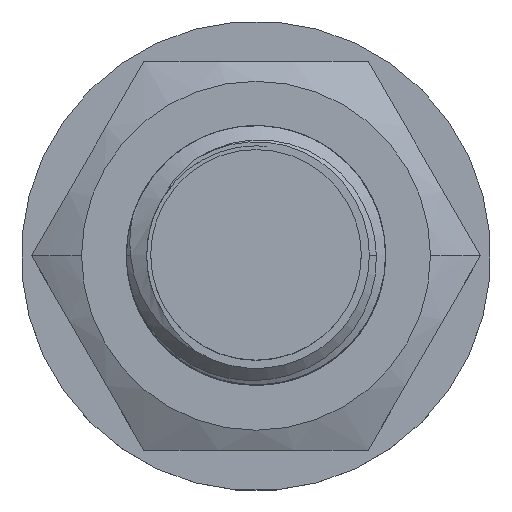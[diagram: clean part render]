
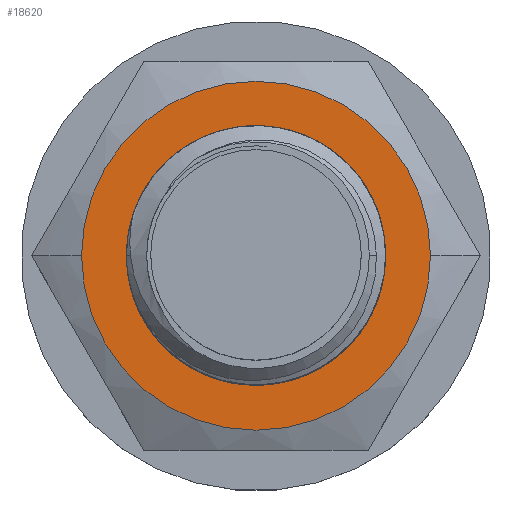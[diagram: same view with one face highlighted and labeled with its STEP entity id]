
A CAD part, top view. The second image highlights one B-rep face of the part: STEP entity #18620.
In plain terms, the highlighted planar face has unit normal (0, 0, 1).
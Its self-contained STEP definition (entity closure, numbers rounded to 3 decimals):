
#40 = DIRECTION ( 'NONE',  ( 0., 0., 1. ) ) ;
#1300 = DIRECTION ( 'NONE',  ( 0., 0., 1. ) ) ;
#1354 = ORIENTED_EDGE ( 'NONE', *, *, #2915, .T. ) ;
#1694 = CARTESIAN_POINT ( 'NONE',  ( 60., 0., 19.9 ) ) ;
#2305 = CARTESIAN_POINT ( 'NONE',  ( 60., -3.474, 19.9 ) ) ;
#2559 = AXIS2_PLACEMENT_3D ( 'NONE', #5879, #17621, #16272 ) ;
#2915 = EDGE_CURVE ( 'NONE', #5789, #13168, #3245, .T. ) ;
#2973 = EDGE_LOOP ( 'NONE', ( #18067, #8653 ) ) ;
#3245 = CIRCLE ( 'NONE', #15639, 5.385 ) ;
#3758 = CIRCLE ( 'NONE', #5177, 3.474 ) ;
#5177 = AXIS2_PLACEMENT_3D ( 'NONE', #1694, #40, #17747 ) ;
#5753 = CARTESIAN_POINT ( 'NONE',  ( 60., 0., 19.9 ) ) ;
#5789 = VERTEX_POINT ( 'NONE', #16676 ) ;
#5879 = CARTESIAN_POINT ( 'NONE',  ( 60., 0., 19.9 ) ) ;
#6678 = VERTEX_POINT ( 'NONE', #10345 ) ;
#7499 = CIRCLE ( 'NONE', #10192, 3.474 ) ;
#8384 = FACE_BOUND ( 'NONE', #2973, .T. ) ;
#8653 = ORIENTED_EDGE ( 'NONE', *, *, #10290, .F. ) ;
#9025 = EDGE_CURVE ( 'NONE', #13168, #5789, #9588, .T. ) ;
#9588 = CIRCLE ( 'NONE', #2559, 5.385 ) ;
#9934 = PLANE ( 'NONE',  #10430 ) ;
#10192 = AXIS2_PLACEMENT_3D ( 'NONE', #18844, #14555, #11452 ) ;
#10290 = EDGE_CURVE ( 'NONE', #14138, #6678, #3758, .T. ) ;
#10345 = CARTESIAN_POINT ( 'NONE',  ( 60., 3.474, 19.9 ) ) ;
#10430 = AXIS2_PLACEMENT_3D ( 'NONE', #18697, #15668, #15925 ) ;
#11452 = DIRECTION ( 'NONE',  ( 1., 0., 0. ) ) ;
#12655 = ORIENTED_EDGE ( 'NONE', *, *, #9025, .T. ) ;
#13168 = VERTEX_POINT ( 'NONE', #14883 ) ;
#14138 = VERTEX_POINT ( 'NONE', #2305 ) ;
#14555 = DIRECTION ( 'NONE',  ( 0., 0., 1. ) ) ;
#14749 = EDGE_CURVE ( 'NONE', #6678, #14138, #7499, .T. ) ;
#14883 = CARTESIAN_POINT ( 'NONE',  ( 54.615, 0., 19.9 ) ) ;
#15554 = EDGE_LOOP ( 'NONE', ( #1354, #12655 ) ) ;
#15639 = AXIS2_PLACEMENT_3D ( 'NONE', #5753, #1300, #18884 ) ;
#15668 = DIRECTION ( 'NONE',  ( 0., 0., -1. ) ) ;
#15925 = DIRECTION ( 'NONE',  ( 0., 1., 0. ) ) ;
#16272 = DIRECTION ( 'NONE',  ( 1., 0., 0. ) ) ;
#16323 = FACE_OUTER_BOUND ( 'NONE', #15554, .T. ) ;
#16676 = CARTESIAN_POINT ( 'NONE',  ( 65.385, 0., 19.9 ) ) ;
#17621 = DIRECTION ( 'NONE',  ( 0., 0., 1. ) ) ;
#17747 = DIRECTION ( 'NONE',  ( 1., 0., 0. ) ) ;
#18067 = ORIENTED_EDGE ( 'NONE', *, *, #14749, .F. ) ;
#18620 = ADVANCED_FACE ( 'NONE', ( #8384, #16323 ), #9934, .F. ) ;
#18697 = CARTESIAN_POINT ( 'NONE',  ( 60., 0., 19.9 ) ) ;
#18844 = CARTESIAN_POINT ( 'NONE',  ( 60., 0., 19.9 ) ) ;
#18884 = DIRECTION ( 'NONE',  ( 1., 0., 0. ) ) ;
